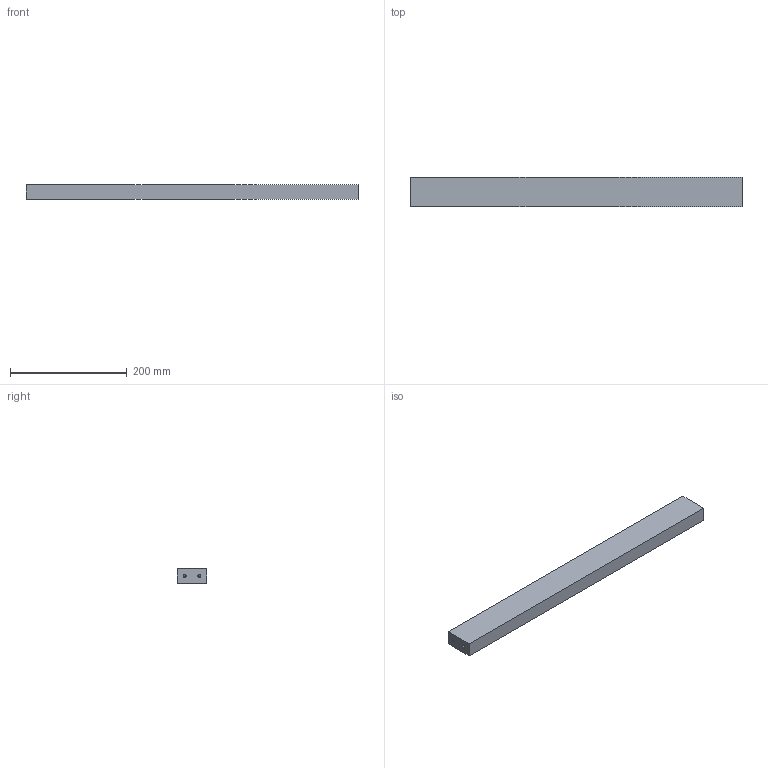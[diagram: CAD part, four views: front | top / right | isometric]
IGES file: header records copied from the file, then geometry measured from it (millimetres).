
Start section: SolidWorks IGES file using analytic representation for surfaces
Global section: file name: D1101723-v1, SUPPORT, RAIL, ACB.IGS; native system: SolidWorks 2012; preprocessor: SolidWorks 2012; author: tnguyen; date: 120927.082855; units: inch
Bounding box: 568.33 x 50.8 x 25.4 mm (x, y, z)
Surface area: 90429.2 mm2 (no closed solid volume)
Topology: 0 solids, 0 shells, 22 faces, 216 edges, 208 vertices
Faces by surface type: revolution 16, bspline 6
